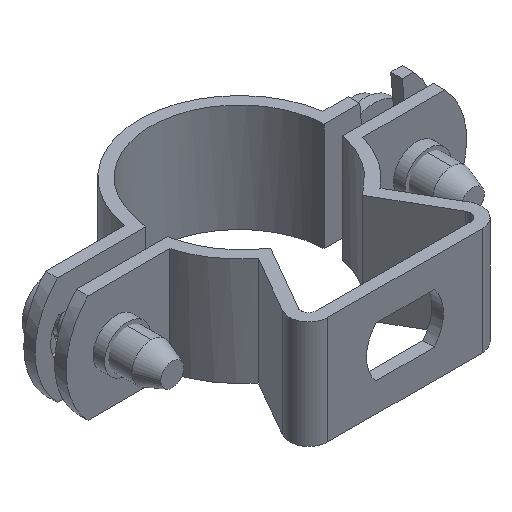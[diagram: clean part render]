
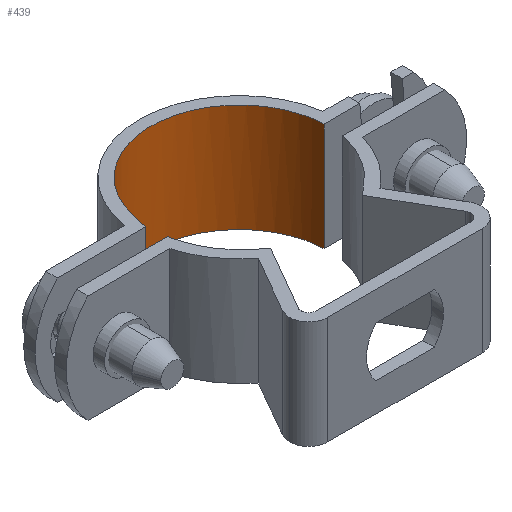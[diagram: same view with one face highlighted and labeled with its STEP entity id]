
A CAD part, isometric view. The second image highlights one B-rep face of the part: STEP entity #439.
In plain terms, the highlighted free-form (B-spline) face has degree [1, 2] with [2, 9] control points.
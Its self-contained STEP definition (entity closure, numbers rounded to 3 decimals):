
#29=B_SPLINE_CURVE_WITH_KNOTS('',1,(#4739,#4740),.UNSPECIFIED.,.F.,.F.,
(2,2),(1.401,15.401),.UNSPECIFIED.);
#439=ADVANCED_FACE('',(#672),#3824,.T.);
#672=FACE_OUTER_BOUND('',#911,.T.);
#911=EDGE_LOOP('',(#1246,#1247,#1248,#1249,#1250));
#1246=ORIENTED_EDGE('',*,*,#2456,.F.);
#1247=ORIENTED_EDGE('',*,*,#2453,.T.);
#1248=ORIENTED_EDGE('',*,*,#2457,.T.);
#1249=ORIENTED_EDGE('',*,*,#2490,.T.);
#1250=ORIENTED_EDGE('',*,*,#2435,.F.);
#2435=EDGE_CURVE('',#3330,#3325,#3064,.T.);
#2453=EDGE_CURVE('',#3331,#3318,#29,.T.);
#2456=EDGE_CURVE('',#3331,#3330,#3073,.T.);
#2457=EDGE_CURVE('',#3318,#3317,#3074,.T.);
#2490=EDGE_CURVE('',#3317,#3325,#3086,.T.);
#3064=(
BOUNDED_CURVE()
B_SPLINE_CURVE(1,(#4685,#4686),.UNSPECIFIED.,.F.,.F.)
B_SPLINE_CURVE_WITH_KNOTS((2,2),(-15.401,-1.401),.UNSPECIFIED.)
CURVE()
GEOMETRIC_REPRESENTATION_ITEM()
RATIONAL_B_SPLINE_CURVE((1.,1.))
REPRESENTATION_ITEM('')
);
#3073=(
BOUNDED_CURVE()
B_SPLINE_CURVE(2,(#4747,#4748,#4749,#4750,#4751,#4752,#4753,#4754,#4755,
#4756,#4757),.UNSPECIFIED.,.F.,.F.)
B_SPLINE_CURVE_WITH_KNOTS((3,2,2,2,2,3),(-30.808,-29.38,
-29.103,-15.829,-2.28,-0.909),
 .UNSPECIFIED.)
CURVE()
GEOMETRIC_REPRESENTATION_ITEM()
RATIONAL_B_SPLINE_CURVE((1.,0.969,0.938,0.934,
0.931,0.747,1.,0.742,0.938,
0.967,1.))
REPRESENTATION_ITEM('')
);
#3074=(
BOUNDED_CURVE()
B_SPLINE_CURVE(2,(#4758,#4759,#4760,#4761,#4762,#4763,#4764,#4765,#4766),
 .UNSPECIFIED.,.F.,.F.)
B_SPLINE_CURVE_WITH_KNOTS((3,2,2,2,3),(-30.808,-29.38,
-29.103,-15.829,-2.28),.UNSPECIFIED.)
CURVE()
GEOMETRIC_REPRESENTATION_ITEM()
RATIONAL_B_SPLINE_CURVE((1.,0.969,0.938,0.934,
0.931,0.747,1.,0.766,1.))
REPRESENTATION_ITEM('')
);
#3086=(
BOUNDED_CURVE()
B_SPLINE_CURVE(2,(#4844,#4845,#4846),.UNSPECIFIED.,.F.,.F.)
B_SPLINE_CURVE_WITH_KNOTS((3,3),(-2.28,-0.909),
 .UNSPECIFIED.)
CURVE()
GEOMETRIC_REPRESENTATION_ITEM()
RATIONAL_B_SPLINE_CURVE((1.,0.998,1.))
REPRESENTATION_ITEM('')
);
#3317=VERTEX_POINT('',#4621);
#3318=VERTEX_POINT('',#4622);
#3325=VERTEX_POINT('',#4629);
#3330=VERTEX_POINT('',#4634);
#3331=VERTEX_POINT('',#4635);
#3824=(
BOUNDED_SURFACE()
B_SPLINE_SURFACE(1,2,((#4418,#4419,#4420,#4421,#4422,#4423,#4424,#4425,
#4426),(#4427,#4428,#4429,#4430,#4431,#4432,#4433,#4434,#4435)),
 .UNSPECIFIED.,.F.,.F.,.F.)
B_SPLINE_SURFACE_WITH_KNOTS((2,2),(3,2,2,2,3),(0.,16.802),(-0.641,
0.,22.426,41.769,44.769),.UNSPECIFIED.)
GEOMETRIC_REPRESENTATION_ITEM()
RATIONAL_B_SPLINE_SURFACE(((1.017,1.008,1.,0.707,
1.,0.747,0.931,0.959,0.987),
(1.017,1.008,1.,0.707,1.,0.747,
0.931,0.959,0.987)))
REPRESENTATION_ITEM('')
SURFACE()
);
#4418=CARTESIAN_POINT('',(11.5,21.043,-1.401));
#4419=CARTESIAN_POINT('',(11.5,21.269,-1.401));
#4420=CARTESIAN_POINT('',(11.5,21.5,-1.401));
#4421=CARTESIAN_POINT('',(11.5,33.,-1.401));
#4422=CARTESIAN_POINT('',(0.,33.,-1.401));
#4423=CARTESIAN_POINT('',(-9.384,33.,-1.401));
#4424=CARTESIAN_POINT('',(-11.266,23.806,-1.401));
#4425=CARTESIAN_POINT('',(-11.494,22.695,-1.401));
#4426=CARTESIAN_POINT('',(-11.708,21.647,-1.401));
#4427=CARTESIAN_POINT('',(11.5,21.043,15.401));
#4428=CARTESIAN_POINT('',(11.5,21.269,15.401));
#4429=CARTESIAN_POINT('',(11.5,21.5,15.401));
#4430=CARTESIAN_POINT('',(11.5,33.,15.401));
#4431=CARTESIAN_POINT('',(0.,33.,15.401));
#4432=CARTESIAN_POINT('',(-9.384,33.,15.401));
#4433=CARTESIAN_POINT('',(-11.266,23.806,15.401));
#4434=CARTESIAN_POINT('',(-11.494,22.695,15.401));
#4435=CARTESIAN_POINT('',(-11.708,21.647,15.401));
#4621=CARTESIAN_POINT('',(11.325,23.5,0.));
#4622=CARTESIAN_POINT('',(-11.636,22.,0.));
#4629=CARTESIAN_POINT('',(11.489,22.,0.));
#4634=CARTESIAN_POINT('',(11.489,22.,14.));
#4635=CARTESIAN_POINT('',(-11.636,22.,14.));
#4685=CARTESIAN_POINT('',(11.489,22.,14.));
#4686=CARTESIAN_POINT('',(11.489,22.,0.));
#4739=CARTESIAN_POINT('',(-11.636,22.,14.));
#4740=CARTESIAN_POINT('',(-11.636,22.,0.));
#4747=CARTESIAN_POINT('',(-11.636,22.,14.));
#4748=CARTESIAN_POINT('',(-11.486,22.735,14.));
#4749=CARTESIAN_POINT('',(-11.329,23.5,14.));
#4750=CARTESIAN_POINT('',(-11.298,23.652,14.));
#4751=CARTESIAN_POINT('',(-11.266,23.806,14.));
#4752=CARTESIAN_POINT('',(-9.384,33.,14.));
#4753=CARTESIAN_POINT('',(0.,33.,14.));
#4754=CARTESIAN_POINT('',(9.647,33.,14.));
#4755=CARTESIAN_POINT('',(11.325,23.5,14.));
#4756=CARTESIAN_POINT('',(11.456,22.755,14.));
#4757=CARTESIAN_POINT('',(11.489,22.,14.));
#4758=CARTESIAN_POINT('',(-11.636,22.,0.));
#4759=CARTESIAN_POINT('',(-11.486,22.735,0.));
#4760=CARTESIAN_POINT('',(-11.329,23.5,0.));
#4761=CARTESIAN_POINT('',(-11.298,23.652,0.));
#4762=CARTESIAN_POINT('',(-11.266,23.806,0.));
#4763=CARTESIAN_POINT('',(-9.384,33.,0.));
#4764=CARTESIAN_POINT('',(0.,33.,0.));
#4765=CARTESIAN_POINT('',(9.647,33.,0.));
#4766=CARTESIAN_POINT('',(11.325,23.5,0.));
#4844=CARTESIAN_POINT('',(11.325,23.5,0.));
#4845=CARTESIAN_POINT('',(11.456,22.755,0.));
#4846=CARTESIAN_POINT('',(11.489,22.,0.));
